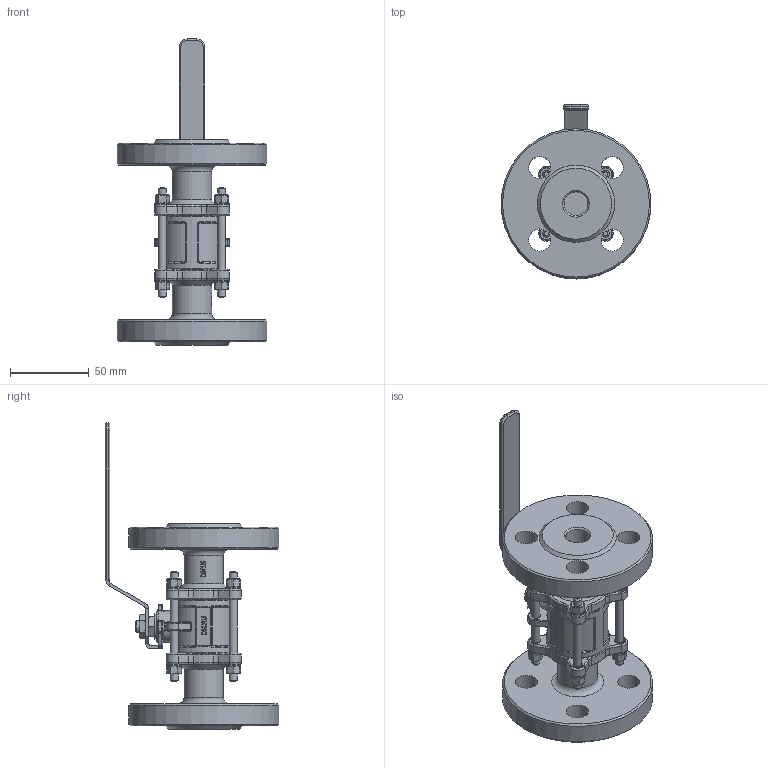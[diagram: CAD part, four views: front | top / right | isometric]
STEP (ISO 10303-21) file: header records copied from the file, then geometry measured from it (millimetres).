
FILE_DESCRIPTION(/* description */ (''),/* implementation_level */ '2;1');
FILE_NAME(/* name */ 'DN15_3D_STEP.stp',/* time_stamp */ '2025-12-14T20:50:02+03:00',/* author */ ('igorr'),/* organization */ (''),/* preprocessor_version */ 'ST-DEVELOPER v20',/* originating_system */ 'Autodesk Inventor 2025',/* authorisation */ '');
FILE_SCHEMA (('AUTOMOTIVE_DESIGN { 1 0 10303 214 3 1 1 }'));
Length unit declared in the file: millimetre
Products named in the file (7): Сборка; Деталь1; Деталь6; Деталь2; ANSI B18.2.4.2M - M5x0,8; AS 1237 - 5; ISO 4035 - M8
Assembly tree (22 placements, depth 2):
  Сборка
    Деталь1
    Деталь6
    Деталь2  x2
    ANSI B18.2.4.2M - M5x0,8  x8
    AS 1237 - 5  x8
    ISO 4035 - M8  x2
Bounding box: 95 x 109.94 x 194 mm (x, y, z)
Volume: 282661.4 mm3; surface area: 77646.4 mm2
Topology: 34 solids, 34 shells, 1116 faces, 2568 edges, 1553 vertices
Faces by surface type: plane 394, cylinder 258, cone 160, bspline 142, torus 126, sphere 36
Full cylindrical faces by diameter (mm): 4.134 x8, 5 x12, 5.3 x8, 6 x10, 6.647 x2, 8 x1, 9.5 x8, 14 x8, 15 x2, 16 x1, 20 x1, 25 x2, 40 x1, 95 x2
Entity records: 24638 total; most frequent: CARTESIAN_POINT 7389, ORIENTED_EDGE 3434, DIRECTION 3288, EDGE_CURVE 1717, AXIS2_PLACEMENT_3D 1273, VERTEX_POINT 1038, EDGE_LOOP 787, LINE 742
